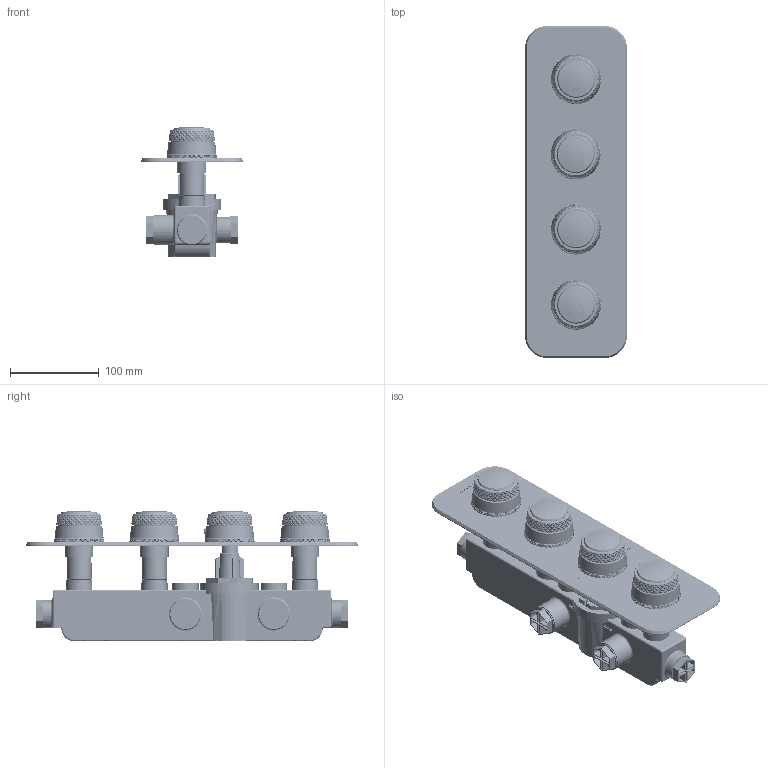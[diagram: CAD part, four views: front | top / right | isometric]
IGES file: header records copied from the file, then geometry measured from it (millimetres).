
Global section: file name: T1006-CCR  T1006-CBR; native system: Autodesk Inventor 2020; preprocessor: unknown; author: camerond; date: 20200203.140525; units: millimetre
Bounding box: 115 x 375 x 147.88 mm (x, y, z)
Volume: 1248197.6 mm3; surface area: 488316.6 mm2
Topology: 109 solids, 126 shells, 21804 faces, 49876 edges, 28558 vertices
Faces by surface type: bspline 21804
